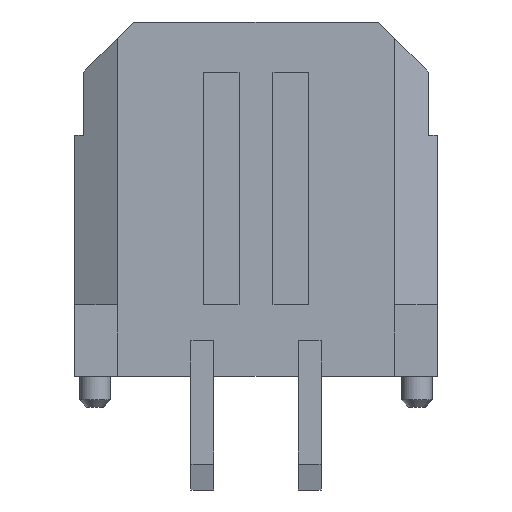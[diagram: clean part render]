
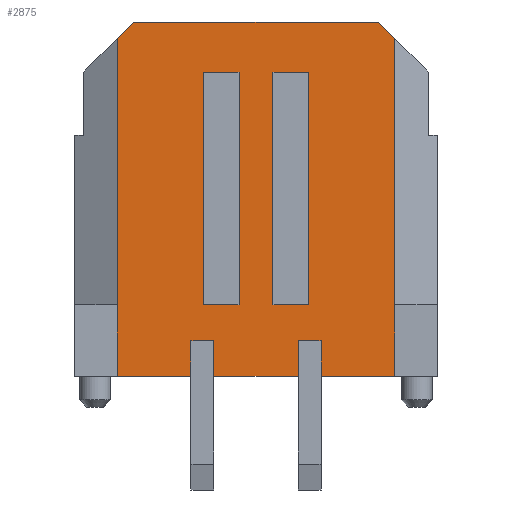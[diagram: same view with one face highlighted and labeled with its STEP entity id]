
A CAD part, front view. The second image highlights one B-rep face of the part: STEP entity #2875.
In plain terms, the highlighted planar face has unit normal (0, -1, 0).
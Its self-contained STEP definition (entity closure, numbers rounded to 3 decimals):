
#53=DIRECTION('',(1.,0.,0.));
#54=VECTOR('',#53,1.);
#55=CARTESIAN_POINT('',(-1.475,-3.46,3.55));
#56=LINE('',#55,#54);
#57=DIRECTION('',(0.,0.,1.));
#58=VECTOR('',#57,6.51);
#59=CARTESIAN_POINT('',(-1.475,-3.46,-2.96));
#60=LINE('',#59,#58);
#61=DIRECTION('',(1.,0.,0.));
#62=VECTOR('',#61,1.);
#63=CARTESIAN_POINT('',(-1.475,-3.46,-2.96));
#64=LINE('',#63,#62);
#65=DIRECTION('',(0.,0.,1.));
#66=VECTOR('',#65,6.51);
#67=CARTESIAN_POINT('',(-0.475,-3.46,-2.96));
#68=LINE('',#67,#66);
#69=DIRECTION('',(1.,0.,0.));
#70=VECTOR('',#69,1.);
#71=CARTESIAN_POINT('',(0.475,-3.46,3.55));
#72=LINE('',#71,#70);
#73=DIRECTION('',(0.,0.,1.));
#74=VECTOR('',#73,6.51);
#75=CARTESIAN_POINT('',(0.475,-3.46,-2.96));
#76=LINE('',#75,#74);
#77=DIRECTION('',(1.,0.,0.));
#78=VECTOR('',#77,1.);
#79=CARTESIAN_POINT('',(0.475,-3.46,-2.96));
#80=LINE('',#79,#78);
#81=DIRECTION('',(0.,0.,1.));
#82=VECTOR('',#81,6.51);
#83=CARTESIAN_POINT('',(1.475,-3.46,-2.96));
#84=LINE('',#83,#82);
#85=DIRECTION('',(0.,0.,1.));
#86=VECTOR('',#85,1.);
#87=CARTESIAN_POINT('',(-1.82,-3.46,-4.96));
#88=LINE('',#87,#86);
#89=DIRECTION('',(0.,0.,-1.));
#90=VECTOR('',#89,7.46);
#91=CARTESIAN_POINT('',(-3.875,-3.46,4.5));
#92=LINE('',#91,#90);
#93=DIRECTION('',(-0.707,0.,-0.707));
#94=VECTOR('',#93,0.636);
#95=CARTESIAN_POINT('',(-3.425,-3.46,4.95));
#96=LINE('',#95,#94);
#97=DIRECTION('',(1.,0.,0.));
#98=VECTOR('',#97,6.85);
#99=CARTESIAN_POINT('',(-3.425,-3.46,4.95));
#100=LINE('',#99,#98);
#101=DIRECTION('',(-0.707,0.,0.707));
#102=VECTOR('',#101,0.636);
#103=CARTESIAN_POINT('',(3.875,-3.46,4.5));
#104=LINE('',#103,#102);
#105=DIRECTION('',(0.,0.,-1.));
#106=VECTOR('',#105,7.46);
#107=CARTESIAN_POINT('',(3.875,-3.46,4.5));
#108=LINE('',#107,#106);
#109=DIRECTION('',(0.,0.,-1.));
#110=VECTOR('',#109,2.);
#111=CARTESIAN_POINT('',(3.875,-3.46,-2.96));
#112=LINE('',#111,#110);
#113=DIRECTION('',(0.,0.,1.));
#114=VECTOR('',#113,1.);
#115=CARTESIAN_POINT('',(1.82,-3.46,-4.96));
#116=LINE('',#115,#114);
#117=DIRECTION('',(1.,0.,0.));
#118=VECTOR('',#117,0.64);
#119=CARTESIAN_POINT('',(1.18,-3.46,-3.96));
#120=LINE('',#119,#118);
#121=DIRECTION('',(0.,0.,1.));
#122=VECTOR('',#121,1.);
#123=CARTESIAN_POINT('',(1.18,-3.46,-4.96));
#124=LINE('',#123,#122);
#125=DIRECTION('',(0.,0.,1.));
#126=VECTOR('',#125,1.);
#127=CARTESIAN_POINT('',(-1.18,-3.46,-4.96));
#128=LINE('',#127,#126);
#129=DIRECTION('',(1.,0.,0.));
#130=VECTOR('',#129,0.64);
#131=CARTESIAN_POINT('',(-1.82,-3.46,-3.96));
#132=LINE('',#131,#130);
#429=DIRECTION('',(-1.,0.,0.));
#430=VECTOR('',#429,2.055);
#431=CARTESIAN_POINT('',(3.875,-3.46,-4.96));
#432=LINE('',#431,#430);
#453=DIRECTION('',(-1.,0.,0.));
#454=VECTOR('',#453,2.055);
#455=CARTESIAN_POINT('',(-1.82,-3.46,-4.96));
#456=LINE('',#455,#454);
#461=DIRECTION('',(-1.,0.,0.));
#462=VECTOR('',#461,2.36);
#463=CARTESIAN_POINT('',(1.18,-3.46,-4.96));
#464=LINE('',#463,#462);
#1045=DIRECTION('',(0.,0.,-1.));
#1046=VECTOR('',#1045,2.);
#1047=CARTESIAN_POINT('',(-3.875,-3.46,-2.96));
#1048=LINE('',#1047,#1046);
#2063=CARTESIAN_POINT('',(-3.425,-3.46,4.95));
#2064=CARTESIAN_POINT('',(3.425,-3.46,4.95));
#2065=VERTEX_POINT('',#2063);
#2066=VERTEX_POINT('',#2064);
#2148=CARTESIAN_POINT('',(1.18,-3.46,-4.96));
#2150=VERTEX_POINT('',#2148);
#2152=CARTESIAN_POINT('',(1.82,-3.46,-4.96));
#2154=VERTEX_POINT('',#2152);
#2160=CARTESIAN_POINT('',(-1.82,-3.46,-4.96));
#2162=VERTEX_POINT('',#2160);
#2164=CARTESIAN_POINT('',(-1.18,-3.46,-4.96));
#2166=VERTEX_POINT('',#2164);
#2172=CARTESIAN_POINT('',(3.875,-3.46,-2.96));
#2174=VERTEX_POINT('',#2172);
#2176=CARTESIAN_POINT('',(-3.875,-3.46,-2.96));
#2178=VERTEX_POINT('',#2176);
#2185=CARTESIAN_POINT('',(3.875,-3.46,-4.96));
#2186=VERTEX_POINT('',#2185);
#2187=CARTESIAN_POINT('',(-3.875,-3.46,-4.96));
#2188=VERTEX_POINT('',#2187);
#2189=CARTESIAN_POINT('',(1.18,-3.46,-3.96));
#2190=VERTEX_POINT('',#2189);
#2191=CARTESIAN_POINT('',(1.82,-3.46,-3.96));
#2192=VERTEX_POINT('',#2191);
#2193=CARTESIAN_POINT('',(-1.82,-3.46,-3.96));
#2194=VERTEX_POINT('',#2193);
#2195=CARTESIAN_POINT('',(-1.18,-3.46,-3.96));
#2196=VERTEX_POINT('',#2195);
#2357=CARTESIAN_POINT('',(-1.475,-3.46,3.55));
#2358=CARTESIAN_POINT('',(-0.475,-3.46,3.55));
#2359=VERTEX_POINT('',#2357);
#2360=VERTEX_POINT('',#2358);
#2361=CARTESIAN_POINT('',(0.475,-3.46,3.55));
#2362=CARTESIAN_POINT('',(1.475,-3.46,3.55));
#2363=VERTEX_POINT('',#2361);
#2364=VERTEX_POINT('',#2362);
#2365=CARTESIAN_POINT('',(-1.475,-3.46,-2.96));
#2366=CARTESIAN_POINT('',(-0.475,-3.46,-2.96));
#2367=VERTEX_POINT('',#2365);
#2368=VERTEX_POINT('',#2366);
#2369=CARTESIAN_POINT('',(0.475,-3.46,-2.96));
#2370=CARTESIAN_POINT('',(1.475,-3.46,-2.96));
#2371=VERTEX_POINT('',#2369);
#2372=VERTEX_POINT('',#2370);
#2661=CARTESIAN_POINT('',(3.875,-3.46,4.5));
#2662=VERTEX_POINT('',#2661);
#2663=CARTESIAN_POINT('',(-3.875,-3.46,4.5));
#2664=VERTEX_POINT('',#2663);
#2817=CARTESIAN_POINT('',(-4.825,-3.46,4.95));
#2818=DIRECTION('',(0.,-1.,0.));
#2819=DIRECTION('',(0.,0.,-1.));
#2820=AXIS2_PLACEMENT_3D('',#2817,#2818,#2819);
#2821=PLANE('',#2820);
#2823=ORIENTED_EDGE('',*,*,#2822,.F.);
#2825=ORIENTED_EDGE('',*,*,#2824,.T.);
#2827=ORIENTED_EDGE('',*,*,#2826,.F.);
#2828=ORIENTED_EDGE('',*,*,#2804,.F.);
#2830=ORIENTED_EDGE('',*,*,#2829,.F.);
#2832=ORIENTED_EDGE('',*,*,#2831,.T.);
#2834=ORIENTED_EDGE('',*,*,#2833,.F.);
#2836=ORIENTED_EDGE('',*,*,#2835,.T.);
#2838=ORIENTED_EDGE('',*,*,#2837,.T.);
#2840=ORIENTED_EDGE('',*,*,#2839,.T.);
#2842=ORIENTED_EDGE('',*,*,#2841,.T.);
#2844=ORIENTED_EDGE('',*,*,#2843,.F.);
#2846=ORIENTED_EDGE('',*,*,#2845,.F.);
#2848=ORIENTED_EDGE('',*,*,#2847,.T.);
#2850=ORIENTED_EDGE('',*,*,#2849,.T.);
#2852=ORIENTED_EDGE('',*,*,#2851,.F.);
#2853=EDGE_LOOP('',(#2823,#2825,#2827,#2828,#2830,#2832,#2834,#2836,#2838,#2840,
#2842,#2844,#2846,#2848,#2850,#2852));
#2854=FACE_OUTER_BOUND('',#2853,.F.);
#2856=ORIENTED_EDGE('',*,*,#2855,.F.);
#2858=ORIENTED_EDGE('',*,*,#2857,.F.);
#2860=ORIENTED_EDGE('',*,*,#2859,.T.);
#2862=ORIENTED_EDGE('',*,*,#2861,.T.);
#2863=EDGE_LOOP('',(#2856,#2858,#2860,#2862));
#2864=FACE_BOUND('',#2863,.F.);
#2866=ORIENTED_EDGE('',*,*,#2865,.F.);
#2868=ORIENTED_EDGE('',*,*,#2867,.F.);
#2870=ORIENTED_EDGE('',*,*,#2869,.T.);
#2872=ORIENTED_EDGE('',*,*,#2871,.T.);
#2873=EDGE_LOOP('',(#2866,#2868,#2870,#2872));
#2874=FACE_BOUND('',#2873,.F.);
#2875=ADVANCED_FACE('',(#2854,#2864,#2874),#2821,.T.);
#2804=EDGE_CURVE('',#2664,#2178,#92,.T.);
#2822=EDGE_CURVE('',#2162,#2194,#88,.T.);
#2824=EDGE_CURVE('',#2162,#2188,#456,.T.);
#2826=EDGE_CURVE('',#2178,#2188,#1048,.T.);
#2829=EDGE_CURVE('',#2065,#2664,#96,.T.);
#2831=EDGE_CURVE('',#2065,#2066,#100,.T.);
#2833=EDGE_CURVE('',#2662,#2066,#104,.T.);
#2835=EDGE_CURVE('',#2662,#2174,#108,.T.);
#2837=EDGE_CURVE('',#2174,#2186,#112,.T.);
#2839=EDGE_CURVE('',#2186,#2154,#432,.T.);
#2841=EDGE_CURVE('',#2154,#2192,#116,.T.);
#2843=EDGE_CURVE('',#2190,#2192,#120,.T.);
#2845=EDGE_CURVE('',#2150,#2190,#124,.T.);
#2847=EDGE_CURVE('',#2150,#2166,#464,.T.);
#2849=EDGE_CURVE('',#2166,#2196,#128,.T.);
#2851=EDGE_CURVE('',#2194,#2196,#132,.T.);
#2855=EDGE_CURVE('',#2363,#2364,#72,.T.);
#2857=EDGE_CURVE('',#2371,#2363,#76,.T.);
#2859=EDGE_CURVE('',#2371,#2372,#80,.T.);
#2861=EDGE_CURVE('',#2372,#2364,#84,.T.);
#2865=EDGE_CURVE('',#2359,#2360,#56,.T.);
#2867=EDGE_CURVE('',#2367,#2359,#60,.T.);
#2869=EDGE_CURVE('',#2367,#2368,#64,.T.);
#2871=EDGE_CURVE('',#2368,#2360,#68,.T.);
